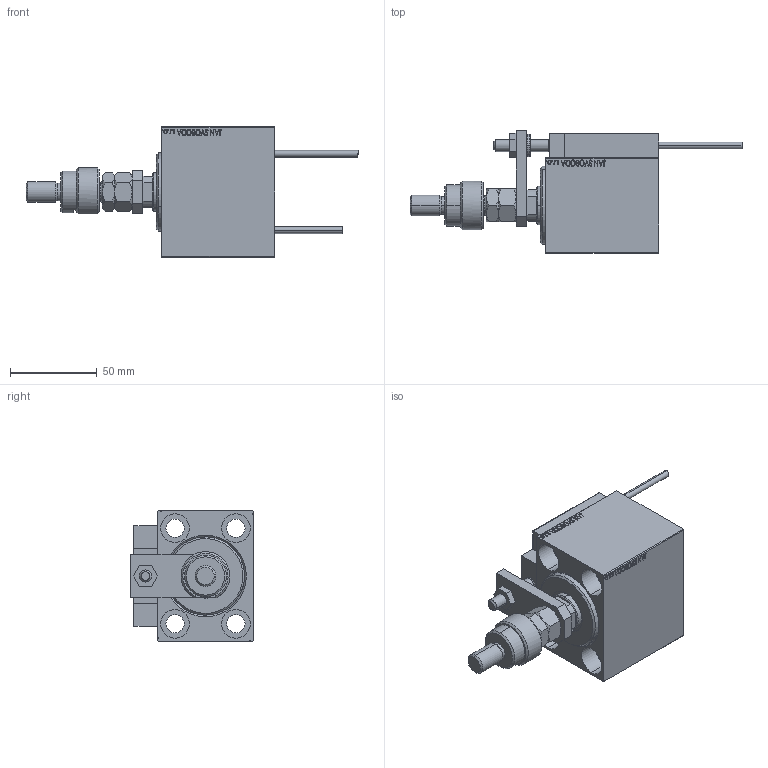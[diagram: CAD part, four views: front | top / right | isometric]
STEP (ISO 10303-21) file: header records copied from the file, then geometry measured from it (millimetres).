
FILE_DESCRIPTION (( 'STEP AP203' ), '1' );
FILE_NAME ('ba03.STEP', '2024-02-13T03:40:41', ( '' ), ( '' ), 'SwSTEP 2.0', 'SolidWorks 2019', '' );
FILE_SCHEMA (( 'CONFIG_CONTROL_DESIGN' ));
Length unit declared in the file: millimetre
Products named in the file (18): V450CM_C_VCP 40c5ec7d26cf9cd1c685886116034569; FEMALE_PART_FOR_DFA 40c5ec7d26cf9cd1c685886116034569; V450CM_C_Body 40c5ec7d26cf9cd1c685886116034569; SWITCH X 40c5ec7d26cf9cd1c685886116034569; ALLEN BOLT D5 40c5ec7d26cf9cd1c685886116034569; KONCOVKA 40c5ec7d26cf9cd1c685886116034569; Block 40c5ec7d26cf9cd1c685886116034569; MFA 40c5ec7d26cf9cd1c685886116034569; ba03; NUT_D12 40c5ec7d26cf9cd1c685886116034569; ALLEN BOLT D8 40c5ec7d26cf9cd1c685886116034569; V450CM_VC_B 40c5ec7d26cf9cd1c685886116034569; TYC_L79 40c5ec7d26cf9cd1c685886116034569; SWITCH DIM B,W 40c5ec7d26cf9cd1c685886116034569; MAGNET 40c5ec7d26cf9cd1c685886116034569; SWITCH_X_FRONT_BACK 40c5ec7d26cf9cd1c685886116034569; X_Y_DFA 40c5ec7d26cf9cd1c685886116034569; ZARAZKA 40c5ec7d26cf9cd1c685886116034569
Assembly tree (27 placements, depth 3):
  ba03
    V450CM_C_Body 40c5ec7d26cf9cd1c685886116034569
    SWITCH X 40c5ec7d26cf9cd1c685886116034569
      SWITCH_X_FRONT_BACK 40c5ec7d26cf9cd1c685886116034569  x2
      TYC_L79 40c5ec7d26cf9cd1c685886116034569
      Block 40c5ec7d26cf9cd1c685886116034569  x2
      ALLEN BOLT D5 40c5ec7d26cf9cd1c685886116034569  x4
      ALLEN BOLT D8 40c5ec7d26cf9cd1c685886116034569  x4
      MAGNET 40c5ec7d26cf9cd1c685886116034569  x2
      KONCOVKA 40c5ec7d26cf9cd1c685886116034569  x2
    NUT_D12 40c5ec7d26cf9cd1c685886116034569
    SWITCH DIM B,W 40c5ec7d26cf9cd1c685886116034569
    ZARAZKA 40c5ec7d26cf9cd1c685886116034569
    V450CM_C_VCP 40c5ec7d26cf9cd1c685886116034569
    V450CM_VC_B 40c5ec7d26cf9cd1c685886116034569
    X_Y_DFA 40c5ec7d26cf9cd1c685886116034569
      FEMALE_PART_FOR_DFA 40c5ec7d26cf9cd1c685886116034569
      MFA 40c5ec7d26cf9cd1c685886116034569
Bounding box: 191 x 70.5 x 75 mm (x, y, z)
Volume: 298968 mm3; surface area: 85705.3 mm2
Topology: 25 solids, 25 shells, 1357 faces, 3226 edges, 2051 vertices
Faces by surface type: plane 586, bspline 380, cylinder 193, cone 146, torus 48, sphere 4
Entity records: 52688 total; most frequent: CARTESIAN_POINT 26573, ORIENTED_EDGE 5472, DIRECTION 3782, EDGE_CURVE 2736, VERTEX_POINT 1775, LINE 1534, VECTOR 1534, EDGE_LOOP 1267
